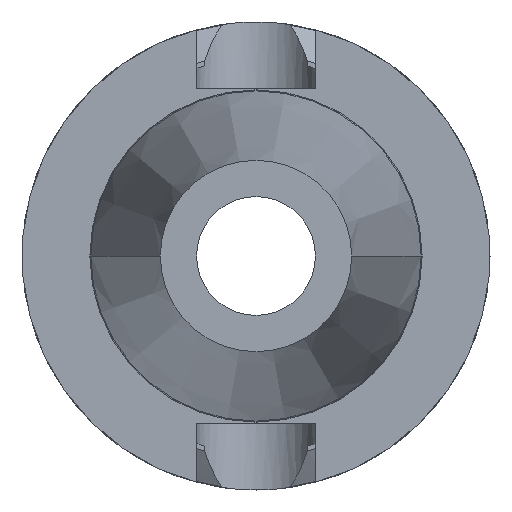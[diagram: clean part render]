
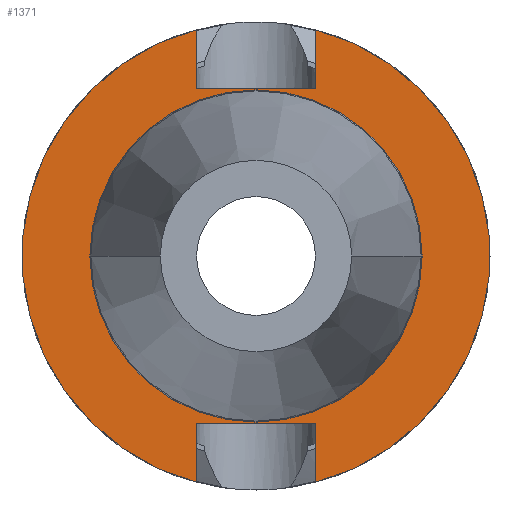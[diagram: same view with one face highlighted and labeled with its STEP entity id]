
A CAD part, left-side view. The second image highlights one B-rep face of the part: STEP entity #1371.
In plain terms, the highlighted planar face has unit normal (-1, 0, 0).
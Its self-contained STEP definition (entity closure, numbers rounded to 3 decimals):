
#326=CARTESIAN_POINT('',(2.,0.,0.));
#327=DIRECTION('',(-1.,0.,0.));
#328=DIRECTION('',(0.,0.256,0.967));
#329=AXIS2_PLACEMENT_3D('',#326,#327,#328);
#341=CARTESIAN_POINT('',(2.,0.,0.));
#342=DIRECTION('',(-1.,0.,0.));
#343=DIRECTION('',(0.,-0.256,-0.967));
#344=AXIS2_PLACEMENT_3D('',#341,#342,#343);
#364=DIRECTION('',(0.,1.,0.));
#365=VECTOR('',#364,16.1);
#366=CARTESIAN_POINT('',(2.,-8.05,-22.6));
#367=LINE('',#366,#365);
#371=DIRECTION('',(0.,0.,1.));
#372=VECTOR('',#371,7.854);
#373=CARTESIAN_POINT('',(2.,8.05,-30.454));
#374=LINE('',#373,#372);
#378=DIRECTION('',(0.,0.,-1.));
#379=VECTOR('',#378,7.854);
#380=CARTESIAN_POINT('',(2.,8.05,30.454));
#381=LINE('',#380,#379);
#385=DIRECTION('',(0.,1.,0.));
#386=VECTOR('',#385,16.1);
#387=CARTESIAN_POINT('',(2.,-8.05,22.6));
#388=LINE('',#387,#386);
#392=DIRECTION('',(0.,0.,-1.));
#393=VECTOR('',#392,7.854);
#394=CARTESIAN_POINT('',(2.,-8.05,30.454));
#395=LINE('',#394,#393);
#399=DIRECTION('',(0.,0.,1.));
#400=VECTOR('',#399,7.854);
#401=CARTESIAN_POINT('',(2.,-8.05,-30.454));
#402=LINE('',#401,#400);
#420=CARTESIAN_POINT('',(2.,0.,0.));
#421=DIRECTION('',(-1.,0.,0.));
#422=DIRECTION('',(0.,1.,0.));
#423=AXIS2_PLACEMENT_3D('',#420,#421,#422);
#428=CARTESIAN_POINT('',(2.,0.,0.));
#429=DIRECTION('',(1.,0.,0.));
#430=DIRECTION('',(0.,1.,0.));
#431=AXIS2_PLACEMENT_3D('',#428,#429,#430);
#980=CARTESIAN_POINT('',(2.,22.248,0.));
#982=VERTEX_POINT('',#980);
#990=CARTESIAN_POINT('',(2.,-22.248,0.));
#992=VERTEX_POINT('',#990);
#1020=CARTESIAN_POINT('',(2.,8.05,30.454));
#1021=VERTEX_POINT('',#1020);
#1022=CARTESIAN_POINT('',(2.,-8.05,30.454));
#1023=VERTEX_POINT('',#1022);
#1024=CARTESIAN_POINT('',(2.,-8.05,22.6));
#1025=CARTESIAN_POINT('',(2.,8.05,22.6));
#1026=VERTEX_POINT('',#1024);
#1027=VERTEX_POINT('',#1025);
#1048=CARTESIAN_POINT('',(2.,8.05,-30.454));
#1049=VERTEX_POINT('',#1048);
#1050=CARTESIAN_POINT('',(2.,-8.05,-30.454));
#1051=VERTEX_POINT('',#1050);
#1052=CARTESIAN_POINT('',(2.,-8.05,-22.6));
#1053=CARTESIAN_POINT('',(2.,8.05,-22.6));
#1054=VERTEX_POINT('',#1052);
#1055=VERTEX_POINT('',#1053);
#1346=CARTESIAN_POINT('',(2.,0.,0.));
#1347=DIRECTION('',(1.,0.,0.));
#1348=DIRECTION('',(0.,-1.,0.));
#1349=AXIS2_PLACEMENT_3D('',#1346,#1347,#1348);
#1350=PLANE('',#1349);
#1352=ORIENTED_EDGE('',*,*,#1351,.T.);
#1353=ORIENTED_EDGE('',*,*,#1305,.F.);
#1354=ORIENTED_EDGE('',*,*,#1326,.F.);
#1355=ORIENTED_EDGE('',*,*,#1259,.T.);
#1357=ORIENTED_EDGE('',*,*,#1356,.F.);
#1359=ORIENTED_EDGE('',*,*,#1358,.F.);
#1360=ORIENTED_EDGE('',*,*,#1338,.F.);
#1362=ORIENTED_EDGE('',*,*,#1361,.T.);
#1363=EDGE_LOOP('',(#1352,#1353,#1354,#1355,#1357,#1359,#1360,#1362));
#1364=FACE_OUTER_BOUND('',#1363,.F.);
#1366=ORIENTED_EDGE('',*,*,#1365,.T.);
#1368=ORIENTED_EDGE('',*,*,#1367,.F.);
#1369=EDGE_LOOP('',(#1366,#1368));
#1370=FACE_BOUND('',#1369,.F.);
#330=CIRCLE('',#329,31.5);
#345=CIRCLE('',#344,31.5);
#424=CIRCLE('',#423,22.248);
#432=CIRCLE('',#431,22.248);
#1259=EDGE_CURVE('',#1021,#1027,#381,.T.);
#1305=EDGE_CURVE('',#1049,#1055,#374,.T.);
#1326=EDGE_CURVE('',#1021,#1049,#330,.T.);
#1338=EDGE_CURVE('',#1051,#1023,#345,.T.);
#1351=EDGE_CURVE('',#1054,#1055,#367,.T.);
#1356=EDGE_CURVE('',#1026,#1027,#388,.T.);
#1358=EDGE_CURVE('',#1023,#1026,#395,.T.);
#1361=EDGE_CURVE('',#1051,#1054,#402,.T.);
#1365=EDGE_CURVE('',#982,#992,#424,.T.);
#1367=EDGE_CURVE('',#982,#992,#432,.T.);
#1371=ADVANCED_FACE('',(#1364,#1370),#1350,.F.);
